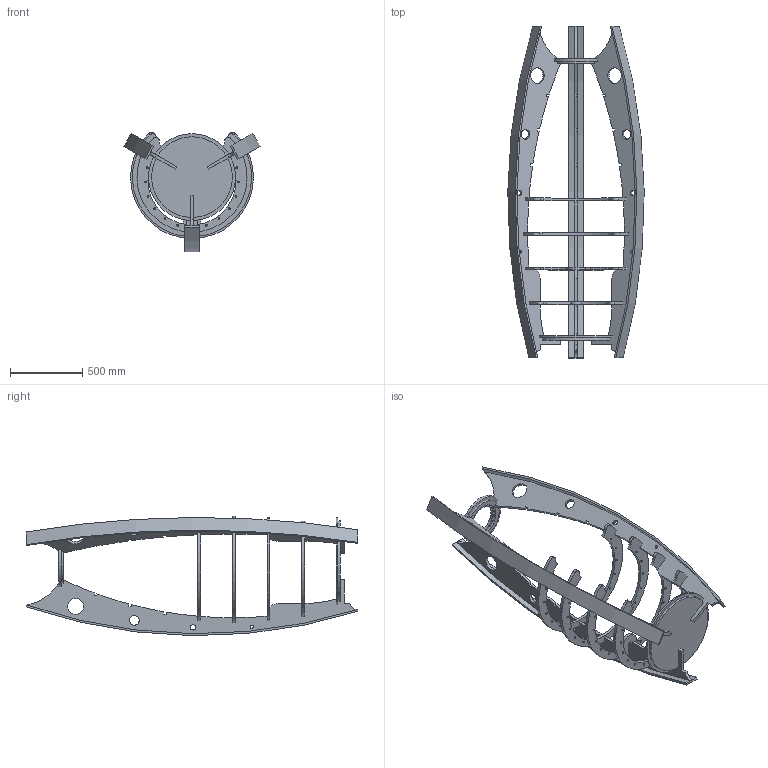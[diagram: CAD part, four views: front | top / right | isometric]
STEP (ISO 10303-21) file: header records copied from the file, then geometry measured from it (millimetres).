
FILE_DESCRIPTION(/* description */ (''),/* implementation_level */ '2;1');
FILE_NAME(/* name */ 'ts_dorkpod_kickstarter v78.step',/* time_stamp */ '2016-12-18T21:23:52-05:00',/* author */ (''),/* organization */ (''),/* preprocessor_version */ 'ST-DEVELOPER v16.5',/* originating_system */ 'Autodesk Translation Framework v5.2.0.2920',/* authorisation */ '');
FILE_SCHEMA (('AUTOMOTIVE_DESIGN { 1 0 10303 214 3 1 1 }'));
Length unit declared in the file: inch
Products named in the file (7): ts_dorkpod_kickstarter v78; dorkpod_frame_painted; ceiling_v2_assembly (1); gusset_group_a1_tall (1) (1) (1); gussets_1 (1) (1) (1); pod_gusset_a1_tall (1) (1) (1); floor_assembly (1)
Assembly tree (8 placements, depth 5):
  ts_dorkpod_kickstarter v78
    dorkpod_frame_painted
      ceiling_v2_assembly (1)
      gusset_group_a1_tall (1) (1) (1)
        gussets_1 (1) (1) (1)  x3
          pod_gusset_a1_tall (1) (1) (1)
      floor_assembly (1)
Bounding box: 944.12 x 2297.93 x 825.77 mm (x, y, z)
Volume: 46008231.9 mm3; surface area: 6523730.5 mm2
Topology: 14 solids, 14 shells, 413 faces, 1160 edges, 774 vertices
Faces by surface type: plane 230, cylinder 183
Full cylindrical faces by diameter (mm): 12.7 x72, 21.518 x3, 36.485 x3, 67.414 x3, 110.039 x3, 203.2 x1, 241.3 x1
Entity records: 10037 total; most frequent: DIRECTION 1700, CARTESIAN_POINT 1648, ORIENTED_EDGE 1536, EDGE_CURVE 768, AXIS2_PLACEMENT_3D 616, VERTEX_POINT 564, EDGE_LOOP 540, LINE 468
